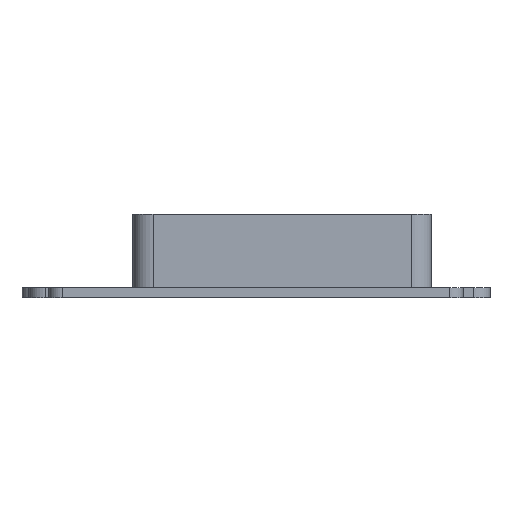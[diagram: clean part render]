
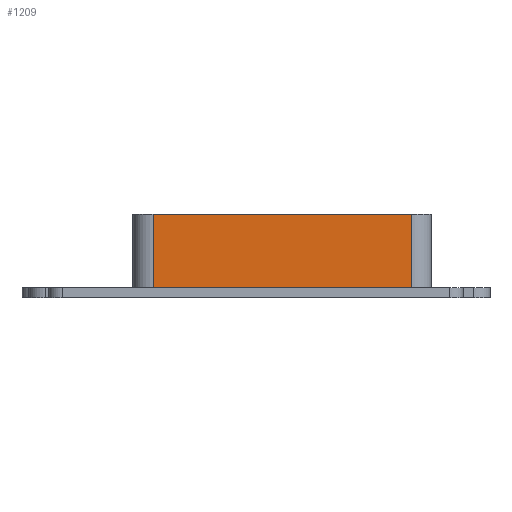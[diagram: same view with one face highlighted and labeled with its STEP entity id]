
A CAD part, left-side view. The second image highlights one B-rep face of the part: STEP entity #1209.
In plain terms, the highlighted planar face has unit normal (-1, 0, 0).
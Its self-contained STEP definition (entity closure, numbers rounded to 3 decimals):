
#46=PLANE('',#1327);
#92=FACE_OUTER_BOUND('',#169,.T.);
#169=EDGE_LOOP('',(#962,#963,#964,#965));
#267=LINE('',#1966,#378);
#275=LINE('',#1991,#386);
#276=LINE('',#1995,#387);
#277=LINE('',#1996,#388);
#378=VECTOR('',#1580,10.);
#386=VECTOR('',#1604,10.);
#387=VECTOR('',#1609,10.);
#388=VECTOR('',#1610,10.);
#579=VERTEX_POINT('',#1963);
#580=VERTEX_POINT('',#1965);
#589=VERTEX_POINT('',#1990);
#590=VERTEX_POINT('',#1994);
#719=EDGE_CURVE('',#579,#580,#267,.T.);
#732=EDGE_CURVE('',#580,#589,#275,.T.);
#734=EDGE_CURVE('',#590,#579,#276,.T.);
#735=EDGE_CURVE('',#589,#590,#277,.T.);
#962=ORIENTED_EDGE('',*,*,#732,.F.);
#963=ORIENTED_EDGE('',*,*,#719,.F.);
#964=ORIENTED_EDGE('',*,*,#734,.F.);
#965=ORIENTED_EDGE('',*,*,#735,.F.);
#1209=ADVANCED_FACE('',(#92),#46,.T.);
#1327=AXIS2_PLACEMENT_3D('',#1993,#1607,#1608);
#1580=DIRECTION('',(0.,-1.,0.));
#1604=DIRECTION('',(0.,0.,-1.));
#1607=DIRECTION('center_axis',(-1.,0.,0.));
#1608=DIRECTION('ref_axis',(0.,-1.,0.));
#1609=DIRECTION('',(0.,0.,1.));
#1610=DIRECTION('',(0.,1.,0.));
#1963=CARTESIAN_POINT('',(-44.75,15.35,12.5));
#1965=CARTESIAN_POINT('',(-44.75,-23.15,12.5));
#1966=CARTESIAN_POINT('',(-44.75,18.35,12.5));
#1990=CARTESIAN_POINT('',(-44.75,-23.15,1.5));
#1991=CARTESIAN_POINT('',(-44.75,-23.15,1.5));
#1993=CARTESIAN_POINT('Origin',(-44.75,18.35,1.5));
#1994=CARTESIAN_POINT('',(-44.75,15.35,1.5));
#1995=CARTESIAN_POINT('',(-44.75,15.35,1.5));
#1996=CARTESIAN_POINT('',(-44.75,9.175,1.5));
